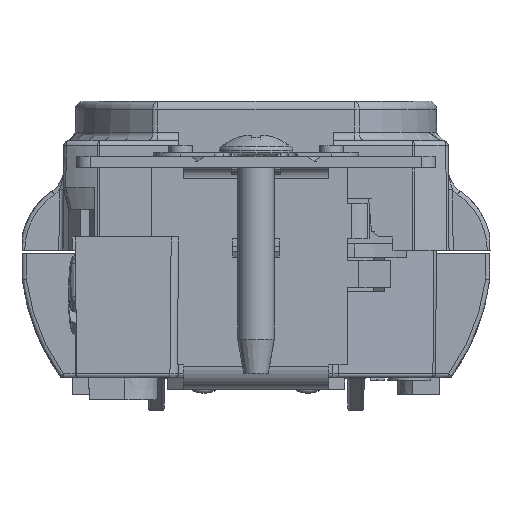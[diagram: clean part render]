
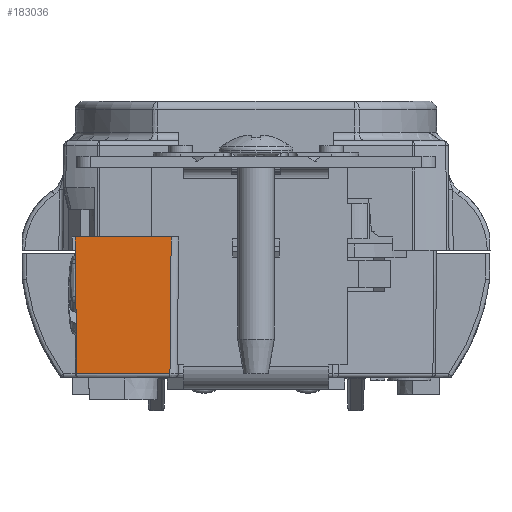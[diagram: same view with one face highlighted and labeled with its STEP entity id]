
A CAD part, front view. The second image highlights one B-rep face of the part: STEP entity #183036.
In plain terms, the highlighted planar face has unit normal (0, -1, -0.009).
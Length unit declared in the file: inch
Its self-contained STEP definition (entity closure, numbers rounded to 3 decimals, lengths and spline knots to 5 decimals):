
#285 = EDGE_CURVE ( 'NONE', #65095, #60106, #189588, .T. ) ;
#26018 = CARTESIAN_POINT ( 'NONE',  ( -0.72032, -1.65015, 0.56811 ) ) ;
#26465 = DIRECTION ( 'NONE',  ( 0., 0.009, -1. ) ) ;
#27289 = VECTOR ( 'NONE', #238600, 39.37008 ) ;
#38578 = VECTOR ( 'NONE', #123628, 39.37008 ) ;
#41200 = EDGE_CURVE ( 'NONE', #177530, #255086, #98102, .T. ) ;
#44555 = CARTESIAN_POINT ( 'NONE',  ( -0.72032, -1.65015, 0.56811 ) ) ;
#60106 = VERTEX_POINT ( 'NONE', #230644 ) ;
#65095 = VERTEX_POINT ( 'NONE', #163396 ) ;
#81561 = VECTOR ( 'NONE', #264171, 39.37008 ) ;
#98102 = LINE ( 'NONE', #118624, #207510 ) ;
#106313 = EDGE_LOOP ( 'NONE', ( #197983, #126098, #278498, #185986 ) ) ;
#112829 = DIRECTION ( 'NONE',  ( 0., -1., -0.009 ) ) ;
#118624 = CARTESIAN_POINT ( 'NONE',  ( -0.72032, -1.65015, 0.56811 ) ) ;
#123628 = DIRECTION ( 'NONE',  ( 1., 0., 0. ) ) ;
#126098 = ORIENTED_EDGE ( 'NONE', *, *, #285, .T. ) ;
#147004 = CARTESIAN_POINT ( 'NONE',  ( -0.37482, -1.64579, 0.06798 ) ) ;
#152057 = LINE ( 'NONE', #279538, #27289 ) ;
#158464 = CARTESIAN_POINT ( 'NONE',  ( -0.37032, -1.65015, 0.56811 ) ) ;
#162630 = DIRECTION ( 'NONE',  ( 1., 0., 0. ) ) ;
#163396 = CARTESIAN_POINT ( 'NONE',  ( -0.71596, -1.64579, 0.06798 ) ) ;
#177530 = VERTEX_POINT ( 'NONE', #26018 ) ;
#183036 = ADVANCED_FACE ( 'NONE', ( #246234 ), #224198, .T. ) ;
#185986 = ORIENTED_EDGE ( 'NONE', *, *, #41200, .F. ) ;
#189588 = LINE ( 'NONE', #147004, #38578 ) ;
#197983 = ORIENTED_EDGE ( 'NONE', *, *, #257714, .F. ) ;
#199299 = CARTESIAN_POINT ( 'NONE',  ( -0.72032, -1.65015, 0.56811 ) ) ;
#204478 = AXIS2_PLACEMENT_3D ( 'NONE', #199299, #112829, #26465 ) ;
#207510 = VECTOR ( 'NONE', #162630, 39.37008 ) ;
#224198 = PLANE ( 'NONE',  #204478 ) ;
#230644 = CARTESIAN_POINT ( 'NONE',  ( -0.37469, -1.64579, 0.06798 ) ) ;
#238600 = DIRECTION ( 'NONE',  ( 0.009, -0.009, 1. ) ) ;
#245164 = LINE ( 'NONE', #44555, #81561 ) ;
#246234 = FACE_OUTER_BOUND ( 'NONE', #106313, .T. ) ;
#249528 = EDGE_CURVE ( 'NONE', #60106, #255086, #152057, .T. ) ;
#255086 = VERTEX_POINT ( 'NONE', #158464 ) ;
#257714 = EDGE_CURVE ( 'NONE', #65095, #177530, #245164, .T. ) ;
#264171 = DIRECTION ( 'NONE',  ( -0.009, -0.009, 1. ) ) ;
#278498 = ORIENTED_EDGE ( 'NONE', *, *, #249528, .T. ) ;
#279538 = CARTESIAN_POINT ( 'NONE',  ( -0.37035, -1.65013, 0.56505 ) ) ;
